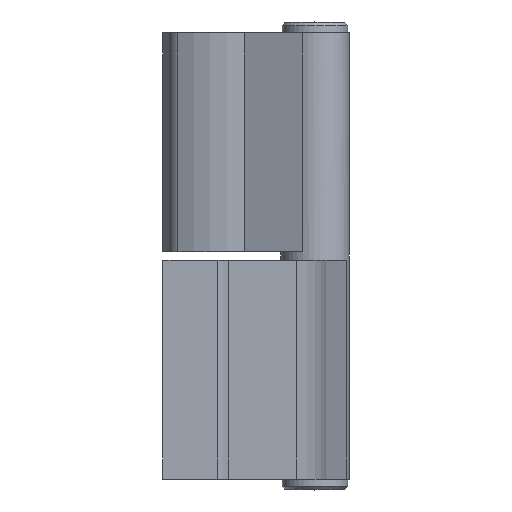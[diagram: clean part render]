
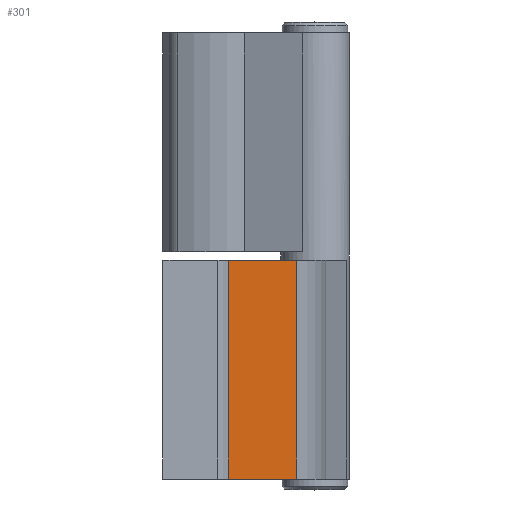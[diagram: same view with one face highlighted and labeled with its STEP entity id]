
A CAD part, front view. The second image highlights one B-rep face of the part: STEP entity #301.
In plain terms, the highlighted planar face has unit normal (0, -1, 0).
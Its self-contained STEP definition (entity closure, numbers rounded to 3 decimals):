
#301=ADVANCED_FACE('',(#624),#625,.T.);
#624=FACE_OUTER_BOUND('',#968,.T.);
#625=PLANE('',#969);
#968=EDGE_LOOP('',(#1829,#1830,#1831,#1832));
#969=AXIS2_PLACEMENT_3D('',#1833,#1834,#1835);
#1829=ORIENTED_EDGE('',*,*,#2323,.T.);
#1830=ORIENTED_EDGE('',*,*,#2383,.T.);
#1831=ORIENTED_EDGE('',*,*,#2288,.F.);
#1832=ORIENTED_EDGE('',*,*,#2350,.F.);
#1833=CARTESIAN_POINT('',(-15.85,-54.75,-40.8));
#1834=DIRECTION('',(0.0,-1.0,0.0));
#1835=DIRECTION('',(0.0,0.0,-1.0));
#2288=EDGE_CURVE('',#2813,#2815,#2816,.T.);
#2323=EDGE_CURVE('',#2873,#2871,#2874,.T.);
#2350=EDGE_CURVE('',#2873,#2813,#2905,.T.);
#2383=EDGE_CURVE('',#2871,#2815,#2938,.T.);
#2813=VERTEX_POINT('',#3515);
#2815=VERTEX_POINT('',#3518);
#2816=LINE('',#3519,#3520);
#2871=VERTEX_POINT('',#3590);
#2873=VERTEX_POINT('',#3593);
#2874=LINE('',#3594,#3595);
#2905=LINE('',#3641,#3642);
#2938=LINE('',#3688,#3689);
#3515=CARTESIAN_POINT('',(-15.85,-54.75,-0.8));
#3518=CARTESIAN_POINT('',(-3.35,-54.75,-0.8));
#3519=CARTESIAN_POINT('',(-15.85,-54.75,-0.8));
#3520=VECTOR('',#4179,12.5);
#3590=CARTESIAN_POINT('',(-3.35,-54.75,-40.8));
#3593=CARTESIAN_POINT('',(-15.85,-54.75,-40.8));
#3594=CARTESIAN_POINT('',(-15.85,-54.75,-40.8));
#3595=VECTOR('',#4238,12.5);
#3641=CARTESIAN_POINT('',(-15.85,-54.75,-40.8));
#3642=VECTOR('',#4257,40.0);
#3688=CARTESIAN_POINT('',(-3.35,-54.75,-40.8));
#3689=VECTOR('',#4271,40.0);
#4179=DIRECTION('',(1.0,0.0,0.0));
#4238=DIRECTION('',(1.0,0.0,0.0));
#4257=DIRECTION('',(0.0,0.0,1.0));
#4271=DIRECTION('',(0.0,0.0,1.0));
